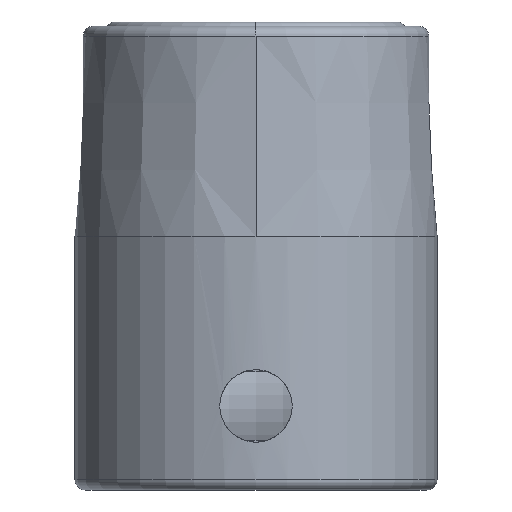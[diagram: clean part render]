
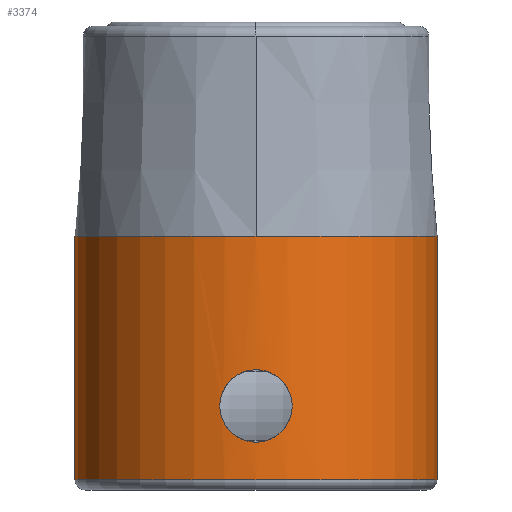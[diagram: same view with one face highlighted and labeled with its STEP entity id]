
A CAD part, front view. The second image highlights one B-rep face of the part: STEP entity #3374.
In plain terms, the highlighted cylindrical face has radius 12.5 mm (diameter 25 mm), a partial arc.
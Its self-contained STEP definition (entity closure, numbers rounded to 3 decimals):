
#2937=CARTESIAN_POINT('',(2.5,-12.247,5.5));
#2938=CARTESIAN_POINT('',(2.5,-12.247,5.341));
#2939=CARTESIAN_POINT('',(2.471,-12.253,5.026));
#2940=CARTESIAN_POINT('',(2.325,-12.282,4.534));
#2941=CARTESIAN_POINT('',(2.09,-12.325,4.1));
#2942=CARTESIAN_POINT('',(1.781,-12.374,3.723));
#2943=CARTESIAN_POINT('',(1.405,-12.423,3.413));
#2944=CARTESIAN_POINT('',(0.97,-12.465,
3.177));
#2945=CARTESIAN_POINT('',(0.471,-12.494,
3.028));
#2946=CARTESIAN_POINT('',(-0.01,-12.503,
2.985));
#2947=CARTESIAN_POINT('',(-0.5,-12.493,
3.033));
#2948=CARTESIAN_POINT('',(-0.996,-12.463,
3.188));
#2949=CARTESIAN_POINT('',(-1.426,-12.421,
3.428));
#2950=CARTESIAN_POINT('',(-1.794,-12.372,
3.737));
#2951=CARTESIAN_POINT('',(-2.098,-12.324,
4.112));
#2952=CARTESIAN_POINT('',(-2.328,-12.282,
4.544));
#2953=CARTESIAN_POINT('',(-2.472,-12.253,
5.031));
#2954=CARTESIAN_POINT('',(-2.5,-12.247,5.343));
#2955=CARTESIAN_POINT('',(-2.5,-12.247,5.5));
#2960=CARTESIAN_POINT('',(-2.5,-12.247,5.5));
#2961=CARTESIAN_POINT('',(-2.5,-12.247,5.659));
#2962=CARTESIAN_POINT('',(-2.471,-12.253,
5.974));
#2963=CARTESIAN_POINT('',(-2.325,-12.282,
6.466));
#2964=CARTESIAN_POINT('',(-2.09,-12.325,
6.9));
#2965=CARTESIAN_POINT('',(-1.781,-12.374,
7.277));
#2966=CARTESIAN_POINT('',(-1.405,-12.423,
7.587));
#2967=CARTESIAN_POINT('',(-0.97,-12.465,
7.823));
#2968=CARTESIAN_POINT('',(-0.471,-12.494,
7.972));
#2969=CARTESIAN_POINT('',(0.01,-12.503,
8.015));
#2970=CARTESIAN_POINT('',(0.5,-12.493,
7.967));
#2971=CARTESIAN_POINT('',(0.996,-12.463,
7.812));
#2972=CARTESIAN_POINT('',(1.426,-12.421,7.572));
#2973=CARTESIAN_POINT('',(1.794,-12.372,7.263));
#2974=CARTESIAN_POINT('',(2.098,-12.324,6.888));
#2975=CARTESIAN_POINT('',(2.328,-12.282,6.456));
#2976=CARTESIAN_POINT('',(2.472,-12.253,5.969));
#2977=CARTESIAN_POINT('',(2.5,-12.247,5.657));
#2978=CARTESIAN_POINT('',(2.5,-12.247,5.5));
#2983=CARTESIAN_POINT('',(0.,0.,0.4));
#2984=DIRECTION('',(0.,0.,-1.));
#2985=DIRECTION('',(1.,0.,0.));
#2986=AXIS2_PLACEMENT_3D('',#2983,#2984,#2985);
#2991=DIRECTION('',(0.,0.,1.));
#2992=VECTOR('',#2991,16.8);
#2993=CARTESIAN_POINT('',(-12.5,0.,0.4));
#2994=LINE('',#2993,#2992);
#2998=CARTESIAN_POINT('',(0.,0.,17.2));
#2999=DIRECTION('',(0.,0.,1.));
#3000=DIRECTION('',(-1.,0.,0.));
#3001=AXIS2_PLACEMENT_3D('',#2998,#2999,#3000);
#3006=CARTESIAN_POINT('',(0.,0.,17.2));
#3007=DIRECTION('',(0.,0.,1.));
#3008=DIRECTION('',(0.,-1.,0.));
#3009=AXIS2_PLACEMENT_3D('',#3006,#3007,#3008);
#3038=DIRECTION('',(0.,0.,1.));
#3039=VECTOR('',#3038,16.8);
#3040=CARTESIAN_POINT('',(12.5,0.,0.4));
#3041=LINE('',#3040,#3039);
#3163=CARTESIAN_POINT('',(2.5,-12.247,5.5));
#3164=VERTEX_POINT('',#3163);
#3165=CARTESIAN_POINT('',(-2.5,-12.247,5.5));
#3166=VERTEX_POINT('',#3165);
#3179=CARTESIAN_POINT('',(-12.5,0.,0.4));
#3180=CARTESIAN_POINT('',(12.5,0.,0.4));
#3181=VERTEX_POINT('',#3179);
#3182=VERTEX_POINT('',#3180);
#3187=CARTESIAN_POINT('',(12.5,0.,17.2));
#3189=VERTEX_POINT('',#3187);
#3191=CARTESIAN_POINT('',(-12.5,0.,17.2));
#3192=VERTEX_POINT('',#3191);
#3193=CARTESIAN_POINT('',(0.,-12.5,17.2));
#3194=VERTEX_POINT('',#3193);
#3353=CARTESIAN_POINT('',(0.,0.,-0.3));
#3354=DIRECTION('',(0.,0.,1.));
#3355=DIRECTION('',(1.,0.,0.));
#3356=AXIS2_PLACEMENT_3D('',#3353,#3354,#3355);
#3357=CYLINDRICAL_SURFACE('',#3356,12.5);
#3359=ORIENTED_EDGE('',*,*,#3358,.F.);
#3361=ORIENTED_EDGE('',*,*,#3360,.T.);
#3363=ORIENTED_EDGE('',*,*,#3362,.T.);
#3365=ORIENTED_EDGE('',*,*,#3364,.T.);
#3367=ORIENTED_EDGE('',*,*,#3366,.T.);
#3368=EDGE_LOOP('',(#3359,#3361,#3363,#3365,#3367));
#3369=FACE_OUTER_BOUND('',#3368,.F.);
#3370=ORIENTED_EDGE('',*,*,#3329,.F.);
#3371=ORIENTED_EDGE('',*,*,#3347,.F.);
#3372=EDGE_LOOP('',(#3370,#3371));
#3373=FACE_BOUND('',#3372,.F.);
#3374=ADVANCED_FACE('',(#3369,#3373),#3357,.T.);
#2956=B_SPLINE_CURVE_WITH_KNOTS('',3,(#2937,#2938,#2939,#2940,#2941,#2942,#2943,
#2944,#2945,#2946,#2947,#2948,#2949,#2950,#2951,#2952,#2953,#2954,#2955),
.UNSPECIFIED.,.F.,.F.,(4,1,1,1,1,1,1,1,1,1,1,1,1,1,1,1,4),(0.,0.063,0.125,
0.188,0.25,0.313,0.375,0.438,0.5,0.563,0.625,0.688,
0.75,0.813,0.875,0.938,1.),.UNSPECIFIED.);
#2979=B_SPLINE_CURVE_WITH_KNOTS('',3,(#2960,#2961,#2962,#2963,#2964,#2965,#2966,
#2967,#2968,#2969,#2970,#2971,#2972,#2973,#2974,#2975,#2976,#2977,#2978),
.UNSPECIFIED.,.F.,.F.,(4,1,1,1,1,1,1,1,1,1,1,1,1,1,1,1,4),(0.,0.063,0.125,
0.188,0.25,0.313,0.375,0.438,0.5,0.563,0.625,0.688,
0.75,0.813,0.875,0.938,1.),.UNSPECIFIED.);
#2987=CIRCLE('',#2986,12.5);
#3002=CIRCLE('',#3001,12.5);
#3010=CIRCLE('',#3009,12.5);
#3329=EDGE_CURVE('',#3164,#3166,#2956,.T.);
#3347=EDGE_CURVE('',#3166,#3164,#2979,.T.);
#3358=EDGE_CURVE('',#3182,#3189,#3041,.T.);
#3360=EDGE_CURVE('',#3182,#3181,#2987,.T.);
#3362=EDGE_CURVE('',#3181,#3192,#2994,.T.);
#3364=EDGE_CURVE('',#3192,#3194,#3002,.T.);
#3366=EDGE_CURVE('',#3194,#3189,#3010,.T.);
